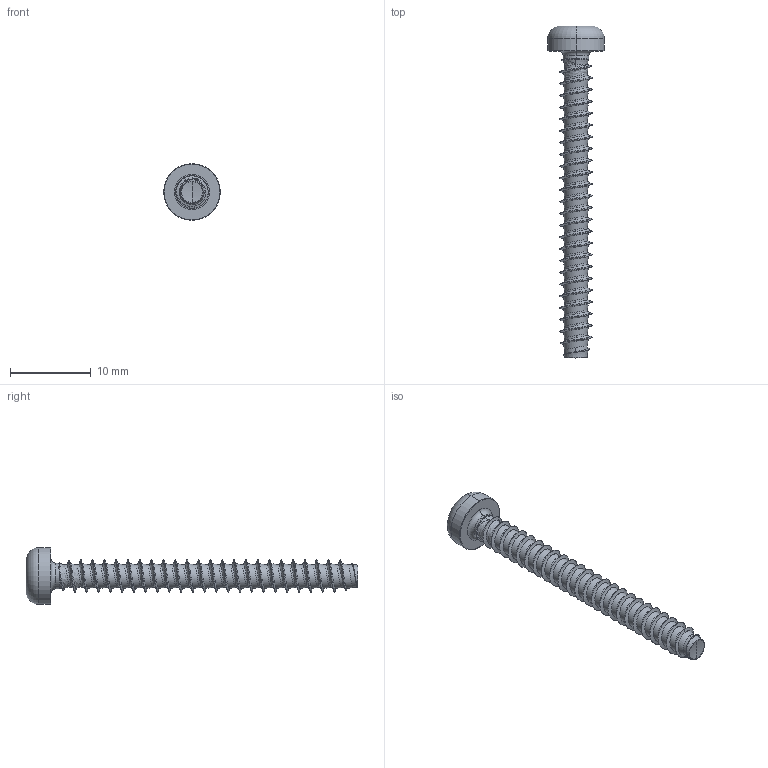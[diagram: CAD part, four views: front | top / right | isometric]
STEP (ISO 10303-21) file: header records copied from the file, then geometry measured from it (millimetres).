
FILE_DESCRIPTION (( 'STEP AP203' ), '1' );
FILE_NAME ('STP390400380.STEP', '2020-09-04T13:47:27', ( '' ), ( '' ), 'SwSTEP 2.0', 'SolidWorks 2015', '' );
FILE_SCHEMA (( 'CONFIG_CONTROL_DESIGN' ));
Products named in the file (2): STP390400380
Bounding box: 7 x 41.09 x 7 mm (x, y, z)
Volume: 369.3 mm3; surface area: 710.6 mm2
Topology: 1 solids, 1 shells, 131 faces, 343 edges, 214 vertices
Faces by surface type: cylinder 75, bspline 35, cone 11, torus 6, sphere 2, plane 2
Entity records: 36636 total; most frequent: CARTESIAN_POINT 33806, ORIENTED_EDGE 682, DIRECTION 400, EDGE_CURVE 341, VERTEX_POINT 214, AXIS2_PLACEMENT_3D 155, B_SPLINE_CURVE_WITH_KNOTS 143, EDGE_LOOP 133
